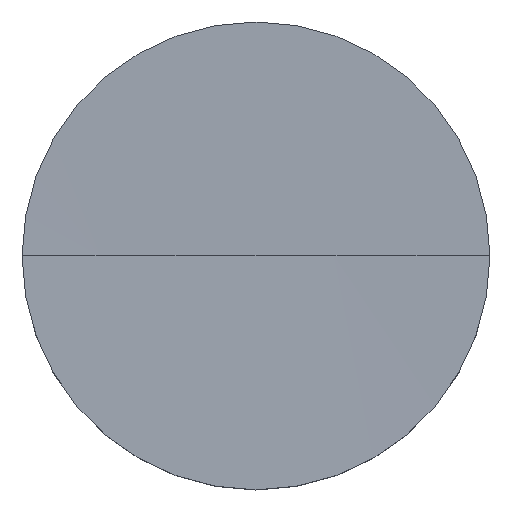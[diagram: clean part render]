
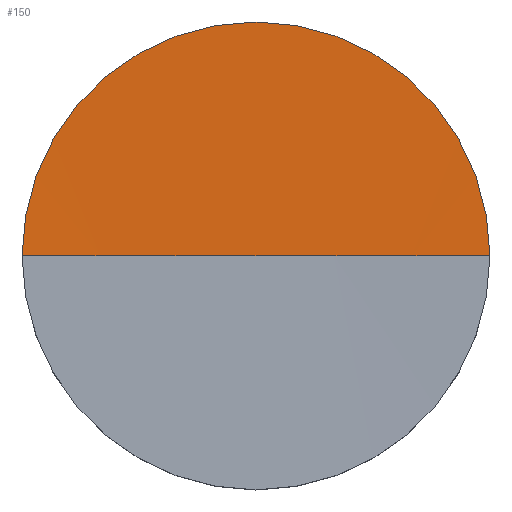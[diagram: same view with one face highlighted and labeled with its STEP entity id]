
A CAD part, top view. The second image highlights one B-rep face of the part: STEP entity #150.
In plain terms, the highlighted spherical face has radius 1000 mm.
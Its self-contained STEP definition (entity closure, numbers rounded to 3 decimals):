
#1 = CARTESIAN_POINT ( 'NONE',  ( 12.7, 0., 6. ) ) ;
#13 = EDGE_CURVE ( 'NONE', #111, #35, #37, .T. ) ;
#18 = DIRECTION ( 'NONE',  ( 0., 0., -1. ) ) ;
#24 = ORIENTED_EDGE ( 'NONE', *, *, #99, .F. ) ;
#25 = CIRCLE ( 'NONE', #170, 1000. ) ;
#29 = DIRECTION ( 'NONE',  ( 0., 0., 1. ) ) ;
#35 = VERTEX_POINT ( 'NONE', #1 ) ;
#37 = CIRCLE ( 'NONE', #55, 12.7 ) ;
#55 = AXIS2_PLACEMENT_3D ( 'NONE', #157, #18, #112 ) ;
#56 = VERTEX_POINT ( 'NONE', #166 ) ;
#60 = CARTESIAN_POINT ( 'NONE',  ( -12.7, 0., 6. ) ) ;
#61 = DIRECTION ( 'NONE',  ( 0., -1., 0. ) ) ;
#70 = EDGE_LOOP ( 'NONE', ( #201, #177, #24 ) ) ;
#80 = AXIS2_PLACEMENT_3D ( 'NONE', #152, #165, #29 ) ;
#87 = AXIS2_PLACEMENT_3D ( 'NONE', #92, #198, #155 ) ;
#90 = CIRCLE ( 'NONE', #80, 1000. ) ;
#92 = CARTESIAN_POINT ( 'NONE',  ( 0., 0., 1005.919 ) ) ;
#99 = EDGE_CURVE ( 'NONE', #35, #56, #90, .T. ) ;
#106 = SPHERICAL_SURFACE ( 'NONE', #87, 1000. ) ;
#110 = CARTESIAN_POINT ( 'NONE',  ( 0., 0., 1005.919 ) ) ;
#111 = VERTEX_POINT ( 'NONE', #60 ) ;
#112 = DIRECTION ( 'NONE',  ( 1., 0., 0. ) ) ;
#119 = FACE_OUTER_BOUND ( 'NONE', #70, .T. ) ;
#150 = ADVANCED_FACE ( 'NONE', ( #119 ), #106, .F. ) ;
#152 = CARTESIAN_POINT ( 'NONE',  ( 0., 0., 1005.919 ) ) ;
#155 = DIRECTION ( 'NONE',  ( 1., 0., 0. ) ) ;
#157 = CARTESIAN_POINT ( 'NONE',  ( 0., 0., 6. ) ) ;
#165 = DIRECTION ( 'NONE',  ( 0., 1., 0. ) ) ;
#166 = CARTESIAN_POINT ( 'NONE',  ( 0., 0., 5.919 ) ) ;
#168 = DIRECTION ( 'NONE',  ( 1., 0., 0. ) ) ;
#170 = AXIS2_PLACEMENT_3D ( 'NONE', #110, #61, #168 ) ;
#176 = EDGE_CURVE ( 'NONE', #111, #56, #25, .T. ) ;
#177 = ORIENTED_EDGE ( 'NONE', *, *, #176, .T. ) ;
#198 = DIRECTION ( 'NONE',  ( 0., -1., 0. ) ) ;
#201 = ORIENTED_EDGE ( 'NONE', *, *, #13, .F. ) ;
